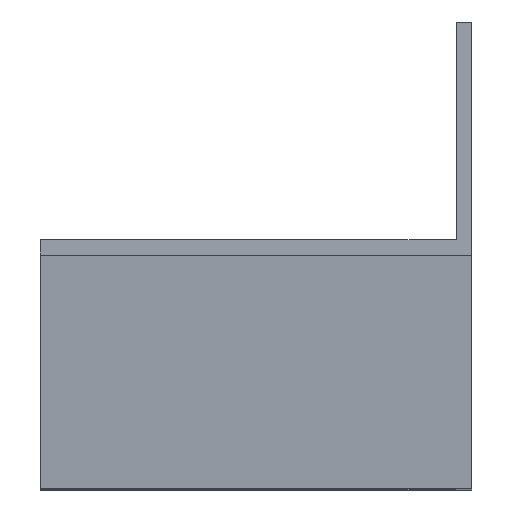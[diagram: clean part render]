
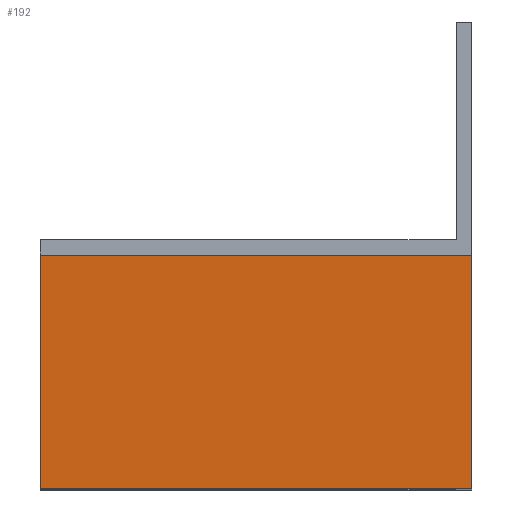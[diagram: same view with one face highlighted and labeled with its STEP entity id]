
A CAD part, top view. The second image highlights one B-rep face of the part: STEP entity #192.
In plain terms, the highlighted planar face has unit normal (0, -0.07, 0.998).
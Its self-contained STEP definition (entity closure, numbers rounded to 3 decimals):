
#6 = CARTESIAN_POINT ( 'NONE',  ( 0., -82.2, 52.5 ) ) ;
#14 = EDGE_CURVE ( 'NONE', #92, #31, #113, .T. ) ;
#17 = VECTOR ( 'NONE', #518, 1000. ) ;
#31 = VERTEX_POINT ( 'NONE', #6 ) ;
#56 = ORIENTED_EDGE ( 'NONE', *, *, #308, .T. ) ;
#82 = DIRECTION ( 'NONE',  ( 0., -0.998, -0.07 ) ) ;
#87 = CARTESIAN_POINT ( 'NONE',  ( 55.5, -82.2, 52.5 ) ) ;
#92 = VERTEX_POINT ( 'NONE', #87 ) ;
#106 = CARTESIAN_POINT ( 'NONE',  ( 55.5, -52.2, 54.598 ) ) ;
#111 = DIRECTION ( 'NONE',  ( -1., 0., 0. ) ) ;
#113 = LINE ( 'NONE', #268, #520 ) ;
#137 = LINE ( 'NONE', #205, #17 ) ;
#143 = CARTESIAN_POINT ( 'NONE',  ( 55.5, -82.2, 52.5 ) ) ;
#153 = EDGE_CURVE ( 'NONE', #31, #409, #137, .T. ) ;
#159 = LINE ( 'NONE', #143, #364 ) ;
#192 = ADVANCED_FACE ( 'NONE', ( #438 ), #472, .T. ) ;
#205 = CARTESIAN_POINT ( 'NONE',  ( 0., -82.2, 52.5 ) ) ;
#227 = CARTESIAN_POINT ( 'NONE',  ( 53.5, -82.2, 52.5 ) ) ;
#234 = DIRECTION ( 'NONE',  ( -1., 0., 0. ) ) ;
#241 = AXIS2_PLACEMENT_3D ( 'NONE', #227, #411, #82 ) ;
#268 = CARTESIAN_POINT ( 'NONE',  ( 53.5, -82.2, 52.5 ) ) ;
#272 = ORIENTED_EDGE ( 'NONE', *, *, #153, .F. ) ;
#278 = CARTESIAN_POINT ( 'NONE',  ( 0., -52.2, 54.598 ) ) ;
#289 = VECTOR ( 'NONE', #234, 1000. ) ;
#306 = VERTEX_POINT ( 'NONE', #106 ) ;
#308 = EDGE_CURVE ( 'NONE', #92, #306, #159, .T. ) ;
#320 = ORIENTED_EDGE ( 'NONE', *, *, #14, .F. ) ;
#332 = CARTESIAN_POINT ( 'NONE',  ( 53.5, -52.2, 54.598 ) ) ;
#340 = ORIENTED_EDGE ( 'NONE', *, *, #353, .T. ) ;
#353 = EDGE_CURVE ( 'NONE', #306, #409, #468, .T. ) ;
#364 = VECTOR ( 'NONE', #412, 1000. ) ;
#409 = VERTEX_POINT ( 'NONE', #278 ) ;
#411 = DIRECTION ( 'NONE',  ( 0., -0.07, 0.998 ) ) ;
#412 = DIRECTION ( 'NONE',  ( 0., 0.998, 0.07 ) ) ;
#438 = FACE_OUTER_BOUND ( 'NONE', #463, .T. ) ;
#463 = EDGE_LOOP ( 'NONE', ( #340, #272, #320, #56 ) ) ;
#468 = LINE ( 'NONE', #332, #289 ) ;
#472 = PLANE ( 'NONE',  #241 ) ;
#518 = DIRECTION ( 'NONE',  ( 0., 0.998, 0.07 ) ) ;
#520 = VECTOR ( 'NONE', #111, 1000. ) ;
